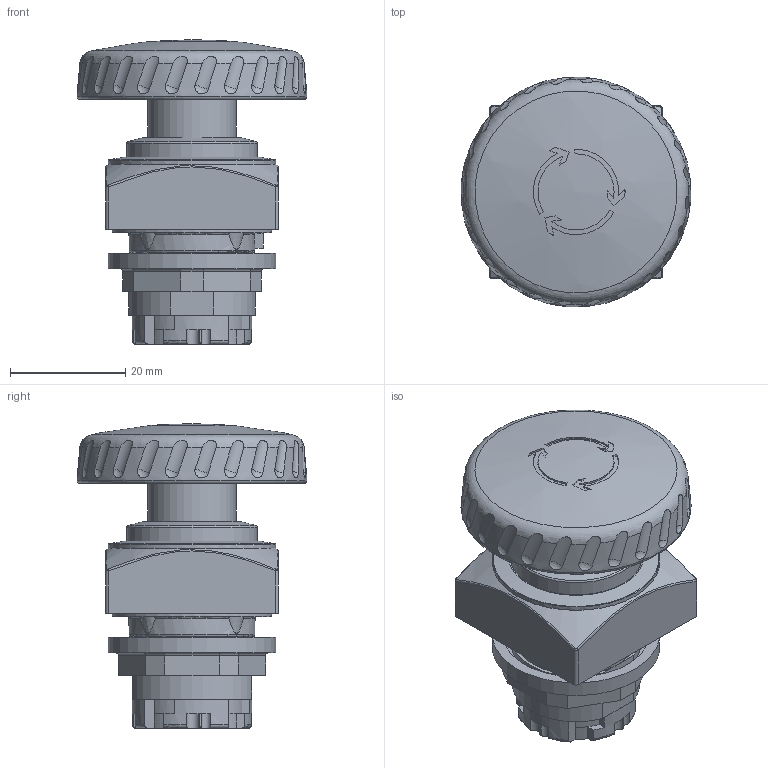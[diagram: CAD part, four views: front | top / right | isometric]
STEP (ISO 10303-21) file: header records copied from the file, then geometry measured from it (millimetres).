
FILE_DESCRIPTION(/* description */ (''),/* implementation_level */ '2;1');
FILE_NAME(/* name */ 'QRV_ipt.stp',/* time_stamp */ '2018-02-21T15:28:59+01:00',/* author */ ('thagel'),/* organization */ (''),/* preprocessor_version */ 'ST-DEVELOPER v16.1',/* originating_system */ 'Autodesk Inventor 2016',/* authorisation */ '');
FILE_SCHEMA (('AUTOMOTIVE_DESIGN { 1 0 10303 214 3 1 1 }'));
Length unit declared in the file: centimetre
Products named in the file (1): QRV_ipt
Bounding box: 39.79 x 39.79 x 52.81 mm (x, y, z)
Volume: 25050.8 mm3; surface area: 14161.2 mm2
Topology: 1 solids, 10 shells, 560 faces, 1478 edges, 943 vertices
Faces by surface type: cylinder 200, plane 157, sphere 69, torus 61, bspline 53, cone 20
Full cylindrical faces by diameter (mm): 11.729 x1, 15.3 x1, 18.055 x2, 18.6 x2, 20.75 x1, 21.85 x1, 22.6 x1, 22.7 x1, 22.9 x1, 25.35 x1, 27.65 x1, 29 x2
Entity records: 22027 total; most frequent: CARTESIAN_POINT 8851, ORIENTED_EDGE 2852, DIRECTION 2646, EDGE_CURVE 1421, AXIS2_PLACEMENT_3D 1114, VERTEX_POINT 922, EDGE_LOOP 615, CIRCLE 590
